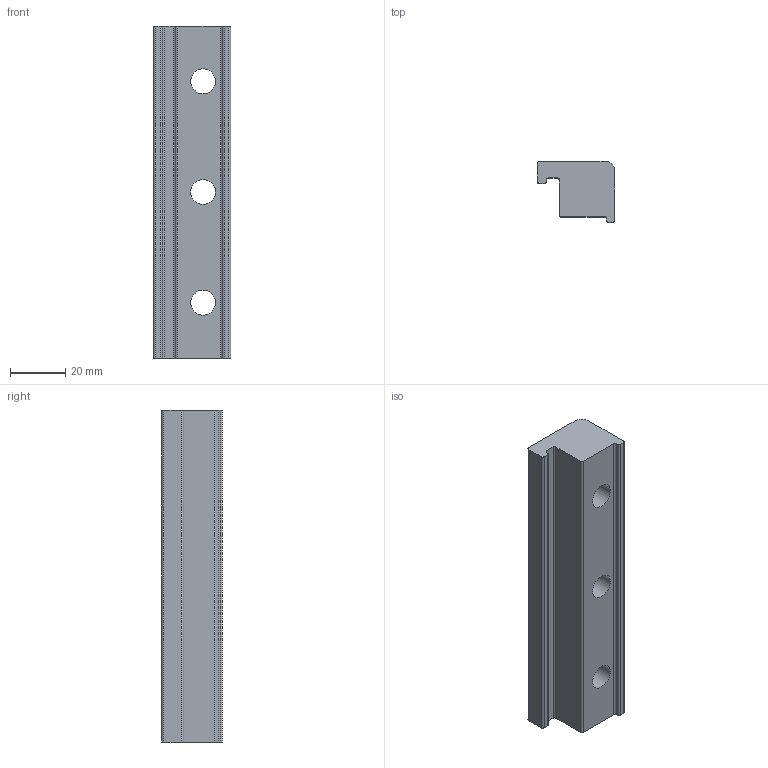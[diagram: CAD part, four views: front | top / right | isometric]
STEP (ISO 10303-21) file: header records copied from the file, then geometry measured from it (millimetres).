
FILE_DESCRIPTION((''),'2;1');
FILE_NAME('SZ6552N_A.stp','2013-08-30T12:09:07',('janine behrens'),(''),'Autodesk Inventor 2012','Autodesk Inventor 2012','');
FILE_SCHEMA(('AUTOMOTIVE_DESIGN { 1 0 10303 214 1 1 1 1 }'));
Length unit declared in the file: millimetre
Products named in the file (1): SZ6552N_A
Bounding box: 28 x 22 x 120 mm (x, y, z)
Volume: 48042.9 mm3; surface area: 14689.1 mm2
Topology: 1 solids, 1 shells, 31 faces, 87 edges, 58 vertices
Faces by surface type: cylinder 16, plane 15
Full cylindrical faces by diameter (mm): 9 x3, 15 x3
Entity records: 1015 total; most frequent: CARTESIAN_POINT 192, DIRECTION 171, ORIENTED_EDGE 156, EDGE_CURVE 78, AXIS2_PLACEMENT_3D 64, VERTEX_POINT 55, EDGE_LOOP 43, VECTOR 43
